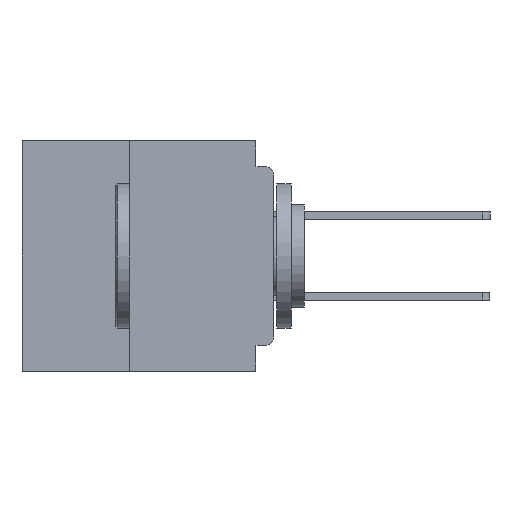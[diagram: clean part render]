
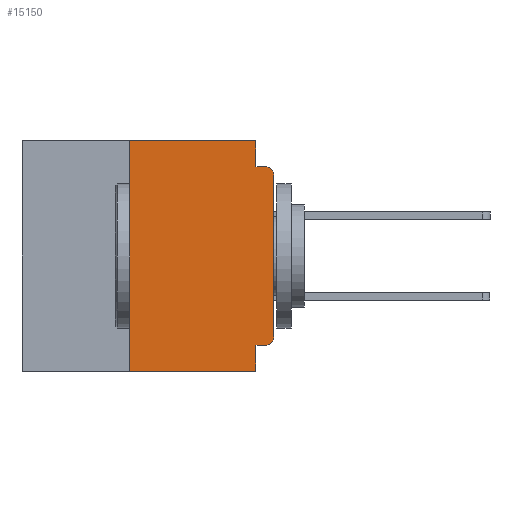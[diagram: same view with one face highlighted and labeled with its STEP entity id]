
A CAD part, left-side view. The second image highlights one B-rep face of the part: STEP entity #15150.
In plain terms, the highlighted planar face has unit normal (-1, 0, 0).
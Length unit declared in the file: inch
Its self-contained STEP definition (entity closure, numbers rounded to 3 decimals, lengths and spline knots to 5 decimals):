
#38 = CARTESIAN_POINT ( 'NONE',  ( 0., 0., -0.34 ) ) ;
#90 = CARTESIAN_POINT ( 'NONE',  ( 0., 0.015, -0.355 ) ) ;
#1578 = ORIENTED_EDGE ( 'NONE', *, *, #45657, .T. ) ;
#2555 = VERTEX_POINT ( 'NONE', #23023 ) ;
#2574 = LINE ( 'NONE', #11701, #31449 ) ;
#3013 = LINE ( 'NONE', #20238, #31861 ) ;
#3377 = VERTEX_POINT ( 'NONE', #90 ) ;
#3555 = ORIENTED_EDGE ( 'NONE', *, *, #10145, .F. ) ;
#3652 = VERTEX_POINT ( 'NONE', #38 ) ;
#4140 = DIRECTION ( 'NONE',  ( 0., 0., -1. ) ) ;
#4772 = CARTESIAN_POINT ( 'NONE',  ( 0., 0., -0.06 ) ) ;
#5340 = CARTESIAN_POINT ( 'NONE',  ( 0., 0., -0.355 ) ) ;
#6681 = VERTEX_POINT ( 'NONE', #27309 ) ;
#7072 = CARTESIAN_POINT ( 'NONE',  ( 0., 0.031, 0. ) ) ;
#8101 = LINE ( 'NONE', #16711, #36816 ) ;
#8859 = VECTOR ( 'NONE', #45811, 39.37008 ) ;
#9407 = DIRECTION ( 'NONE',  ( 0., 1., 0. ) ) ;
#9731 = VECTOR ( 'NONE', #35304, 39.37008 ) ;
#10127 = LINE ( 'NONE', #14651, #8859 ) ;
#10145 = EDGE_CURVE ( 'NONE', #6681, #35406, #40838, .T. ) ;
#11004 = FACE_OUTER_BOUND ( 'NONE', #12058, .T. ) ;
#11701 = CARTESIAN_POINT ( 'NONE',  ( 0., 0.031, 0. ) ) ;
#12058 = EDGE_LOOP ( 'NONE', ( #45385, #1578, #3555, #47224, #17992, #45569, #22460, #49048, #19442, #30198 ) ) ;
#12719 = DIRECTION ( 'NONE',  ( 0., -1., 0. ) ) ;
#12750 = DIRECTION ( 'NONE',  ( 0., 0., -1. ) ) ;
#13307 = DIRECTION ( 'NONE',  ( -1., 0., 0. ) ) ;
#14540 = CARTESIAN_POINT ( 'NONE',  ( 0., 0.031, -0.4 ) ) ;
#14651 = CARTESIAN_POINT ( 'NONE',  ( 0., 0.437, 0. ) ) ;
#15150 = ADVANCED_FACE ( 'NONE', ( #11004 ), #23829, .F. ) ;
#15653 = LINE ( 'NONE', #5340, #35129 ) ;
#16711 = CARTESIAN_POINT ( 'NONE',  ( 0., 0.031, -0.4 ) ) ;
#17992 = ORIENTED_EDGE ( 'NONE', *, *, #38127, .F. ) ;
#18764 = LINE ( 'NONE', #39821, #38208 ) ;
#19166 = EDGE_CURVE ( 'NONE', #3377, #3652, #44974, .T. ) ;
#19442 = ORIENTED_EDGE ( 'NONE', *, *, #48130, .F. ) ;
#20238 = CARTESIAN_POINT ( 'NONE',  ( 0., 0., 0. ) ) ;
#21124 = DIRECTION ( 'NONE',  ( -1., 0., 0. ) ) ;
#22460 = ORIENTED_EDGE ( 'NONE', *, *, #30661, .T. ) ;
#23023 = CARTESIAN_POINT ( 'NONE',  ( 0., 0.031, -0.355 ) ) ;
#23829 = PLANE ( 'NONE',  #36820 ) ;
#24087 = EDGE_CURVE ( 'NONE', #36855, #30752, #45512, .T. ) ;
#24309 = DIRECTION ( 'NONE',  ( 0., 0., 1. ) ) ;
#26039 = VECTOR ( 'NONE', #24309, 39.37008 ) ;
#27309 = CARTESIAN_POINT ( 'NONE',  ( 0., 0.031, -0.045 ) ) ;
#27729 = DIRECTION ( 'NONE',  ( 1., 0., 0. ) ) ;
#30198 = ORIENTED_EDGE ( 'NONE', *, *, #19166, .T. ) ;
#30661 = EDGE_CURVE ( 'NONE', #36855, #36384, #18764, .T. ) ;
#30752 = VERTEX_POINT ( 'NONE', #32642 ) ;
#31307 = CARTESIAN_POINT ( 'NONE',  ( 0., 0.015, -0.045 ) ) ;
#31449 = VECTOR ( 'NONE', #35214, 39.37008 ) ;
#31861 = VECTOR ( 'NONE', #47427, 39.37008 ) ;
#32064 = EDGE_CURVE ( 'NONE', #2555, #36384, #8101, .T. ) ;
#32642 = CARTESIAN_POINT ( 'NONE',  ( 0., 0.25, 0. ) ) ;
#34624 = VERTEX_POINT ( 'NONE', #7072 ) ;
#35129 = VECTOR ( 'NONE', #9407, 39.37008 ) ;
#35214 = DIRECTION ( 'NONE',  ( 0., 0., -1. ) ) ;
#35304 = DIRECTION ( 'NONE',  ( 0., -1., 0. ) ) ;
#35406 = VERTEX_POINT ( 'NONE', #31307 ) ;
#35960 = CARTESIAN_POINT ( 'NONE',  ( 0., 0.25, -0.4 ) ) ;
#36278 = AXIS2_PLACEMENT_3D ( 'NONE', #36613, #13307, #40566 ) ;
#36329 = AXIS2_PLACEMENT_3D ( 'NONE', #44389, #21124, #48297 ) ;
#36384 = VERTEX_POINT ( 'NONE', #14540 ) ;
#36613 = CARTESIAN_POINT ( 'NONE',  ( 0., 0.015, -0.34 ) ) ;
#36816 = VECTOR ( 'NONE', #12750, 39.37008 ) ;
#36820 = AXIS2_PLACEMENT_3D ( 'NONE', #47092, #27729, #4140 ) ;
#36855 = VERTEX_POINT ( 'NONE', #44315 ) ;
#38127 = EDGE_CURVE ( 'NONE', #30752, #34624, #10127, .T. ) ;
#38208 = VECTOR ( 'NONE', #12719, 39.37008 ) ;
#38285 = EDGE_CURVE ( 'NONE', #34624, #6681, #2574, .T. ) ;
#39821 = CARTESIAN_POINT ( 'NONE',  ( 0., 0.437, -0.4 ) ) ;
#40566 = DIRECTION ( 'NONE',  ( 0., 0., -1. ) ) ;
#40838 = LINE ( 'NONE', #42997, #9731 ) ;
#41957 = CIRCLE ( 'NONE', #36329, 0.015 ) ;
#42997 = CARTESIAN_POINT ( 'NONE',  ( 0., 0., -0.045 ) ) ;
#44315 = CARTESIAN_POINT ( 'NONE',  ( 0., 0.25, -0.4 ) ) ;
#44389 = CARTESIAN_POINT ( 'NONE',  ( 0., 0.015, -0.06 ) ) ;
#44974 = CIRCLE ( 'NONE', #36278, 0.015 ) ;
#45385 = ORIENTED_EDGE ( 'NONE', *, *, #50183, .T. ) ;
#45512 = LINE ( 'NONE', #35960, #26039 ) ;
#45569 = ORIENTED_EDGE ( 'NONE', *, *, #24087, .F. ) ;
#45657 = EDGE_CURVE ( 'NONE', #48669, #35406, #41957, .T. ) ;
#45811 = DIRECTION ( 'NONE',  ( 0., -1., 0. ) ) ;
#47092 = CARTESIAN_POINT ( 'NONE',  ( 0., 0.437, 0. ) ) ;
#47224 = ORIENTED_EDGE ( 'NONE', *, *, #38285, .F. ) ;
#47427 = DIRECTION ( 'NONE',  ( 0., 0., 1. ) ) ;
#48130 = EDGE_CURVE ( 'NONE', #3377, #2555, #15653, .T. ) ;
#48297 = DIRECTION ( 'NONE',  ( 0., 0., -1. ) ) ;
#48669 = VERTEX_POINT ( 'NONE', #4772 ) ;
#49048 = ORIENTED_EDGE ( 'NONE', *, *, #32064, .F. ) ;
#50183 = EDGE_CURVE ( 'NONE', #3652, #48669, #3013, .T. ) ;
